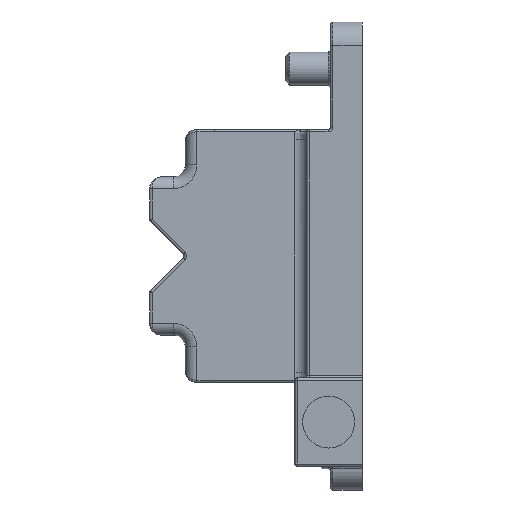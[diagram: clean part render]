
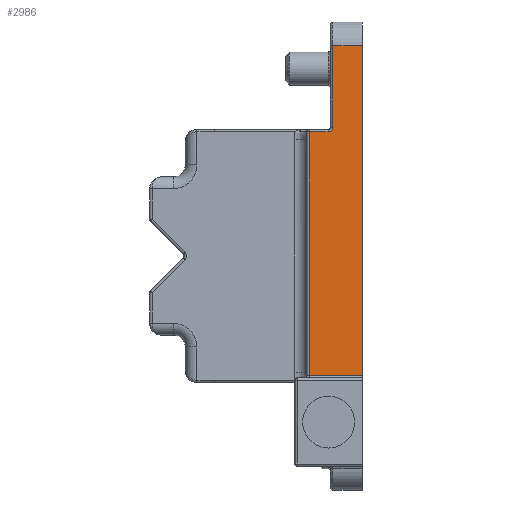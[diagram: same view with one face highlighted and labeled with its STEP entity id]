
A CAD part, left-side view. The second image highlights one B-rep face of the part: STEP entity #2986.
In plain terms, the highlighted planar face has unit normal (-1, 0, 0).
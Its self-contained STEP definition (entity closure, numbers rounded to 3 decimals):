
#18 = CARTESIAN_POINT ( 'NONE',  ( -53.5, 0., 89. ) ) ;
#233 = VECTOR ( 'NONE', #5219, 1000. ) ;
#540 = VECTOR ( 'NONE', #4546, 1000. ) ;
#586 = CARTESIAN_POINT ( 'NONE',  ( -53.5, 0., -50.5 ) ) ;
#822 = LINE ( 'NONE', #6603, #9610 ) ;
#835 = CARTESIAN_POINT ( 'NONE',  ( -53.5, 14.5, 52.5 ) ) ;
#992 = ORIENTED_EDGE ( 'NONE', *, *, #10114, .T. ) ;
#1162 = ORIENTED_EDGE ( 'NONE', *, *, #1406, .T. ) ;
#1406 = EDGE_CURVE ( 'NONE', #5711, #7161, #2297, .T. ) ;
#1474 = AXIS2_PLACEMENT_3D ( 'NONE', #5587, #3794, #4601 ) ;
#1869 = EDGE_CURVE ( 'NONE', #4596, #10296, #6677, .T. ) ;
#1873 = VECTOR ( 'NONE', #8441, 1000. ) ;
#1928 = CARTESIAN_POINT ( 'NONE',  ( -53.5, 0., -99. ) ) ;
#2216 = ORIENTED_EDGE ( 'NONE', *, *, #5785, .F. ) ;
#2297 = LINE ( 'NONE', #2780, #6164 ) ;
#2780 = CARTESIAN_POINT ( 'NONE',  ( -53.5, 22.5, -99. ) ) ;
#2986 = ADVANCED_FACE ( 'NONE', ( #6403 ), #9292, .T. ) ;
#3107 = CARTESIAN_POINT ( 'NONE',  ( -53.5, 22.5, 52.5 ) ) ;
#3520 = CARTESIAN_POINT ( 'NONE',  ( -53.5, 0., 89. ) ) ;
#3541 = DIRECTION ( 'NONE',  ( 0., 0., 1. ) ) ;
#3794 = DIRECTION ( 'NONE',  ( -1., 0., 0. ) ) ;
#4400 = VECTOR ( 'NONE', #8386, 1000. ) ;
#4546 = DIRECTION ( 'NONE',  ( 0., -1., 0. ) ) ;
#4596 = VERTEX_POINT ( 'NONE', #586 ) ;
#4601 = DIRECTION ( 'NONE',  ( 0., 0., 1. ) ) ;
#5219 = DIRECTION ( 'NONE',  ( 0., 1., 0. ) ) ;
#5587 = CARTESIAN_POINT ( 'NONE',  ( -53.5, 14.5, 54.5 ) ) ;
#5711 = VERTEX_POINT ( 'NONE', #3107 ) ;
#5739 = LINE ( 'NONE', #18, #233 ) ;
#5742 = CARTESIAN_POINT ( 'NONE',  ( -53.5, 22.5, -50.5 ) ) ;
#5785 = EDGE_CURVE ( 'NONE', #9199, #9927, #5945, .T. ) ;
#5945 = CIRCLE ( 'NONE', #1474, 2. ) ;
#5947 = VERTEX_POINT ( 'NONE', #8446 ) ;
#6164 = VECTOR ( 'NONE', #10325, 1000. ) ;
#6223 = CARTESIAN_POINT ( 'NONE',  ( -53.5, 0., -50.5 ) ) ;
#6403 = FACE_OUTER_BOUND ( 'NONE', #8095, .T. ) ;
#6548 = LINE ( 'NONE', #6223, #540 ) ;
#6603 = CARTESIAN_POINT ( 'NONE',  ( -53.5, 23.5, 52.5 ) ) ;
#6662 = LINE ( 'NONE', #6683, #4400 ) ;
#6677 = LINE ( 'NONE', #8481, #1873 ) ;
#6683 = CARTESIAN_POINT ( 'NONE',  ( -53.5, 12.5, 53.5 ) ) ;
#7151 = ORIENTED_EDGE ( 'NONE', *, *, #9462, .T. ) ;
#7161 = VERTEX_POINT ( 'NONE', #5742 ) ;
#7970 = EDGE_CURVE ( 'NONE', #9199, #5711, #822, .T. ) ;
#8095 = EDGE_LOOP ( 'NONE', ( #1162, #7151, #10223, #10321, #992, #2216, #8219 ) ) ;
#8219 = ORIENTED_EDGE ( 'NONE', *, *, #7970, .T. ) ;
#8381 = DIRECTION ( 'NONE',  ( 0., 1., 0. ) ) ;
#8386 = DIRECTION ( 'NONE',  ( 0., 0., -1. ) ) ;
#8441 = DIRECTION ( 'NONE',  ( 0., 0., 1. ) ) ;
#8446 = CARTESIAN_POINT ( 'NONE',  ( -53.5, 12.5, 89. ) ) ;
#8481 = CARTESIAN_POINT ( 'NONE',  ( -53.5, 0., -99. ) ) ;
#8651 = DIRECTION ( 'NONE',  ( -1., 0., 0. ) ) ;
#8790 = AXIS2_PLACEMENT_3D ( 'NONE', #1928, #8651, #3541 ) ;
#8934 = CARTESIAN_POINT ( 'NONE',  ( -53.5, 12.5, 54.5 ) ) ;
#9199 = VERTEX_POINT ( 'NONE', #835 ) ;
#9292 = PLANE ( 'NONE',  #8790 ) ;
#9462 = EDGE_CURVE ( 'NONE', #7161, #4596, #6548, .T. ) ;
#9610 = VECTOR ( 'NONE', #8381, 1000. ) ;
#9927 = VERTEX_POINT ( 'NONE', #8934 ) ;
#10114 = EDGE_CURVE ( 'NONE', #5947, #9927, #6662, .T. ) ;
#10223 = ORIENTED_EDGE ( 'NONE', *, *, #1869, .T. ) ;
#10296 = VERTEX_POINT ( 'NONE', #3520 ) ;
#10321 = ORIENTED_EDGE ( 'NONE', *, *, #10805, .T. ) ;
#10325 = DIRECTION ( 'NONE',  ( 0., 0., -1. ) ) ;
#10805 = EDGE_CURVE ( 'NONE', #10296, #5947, #5739, .T. ) ;
